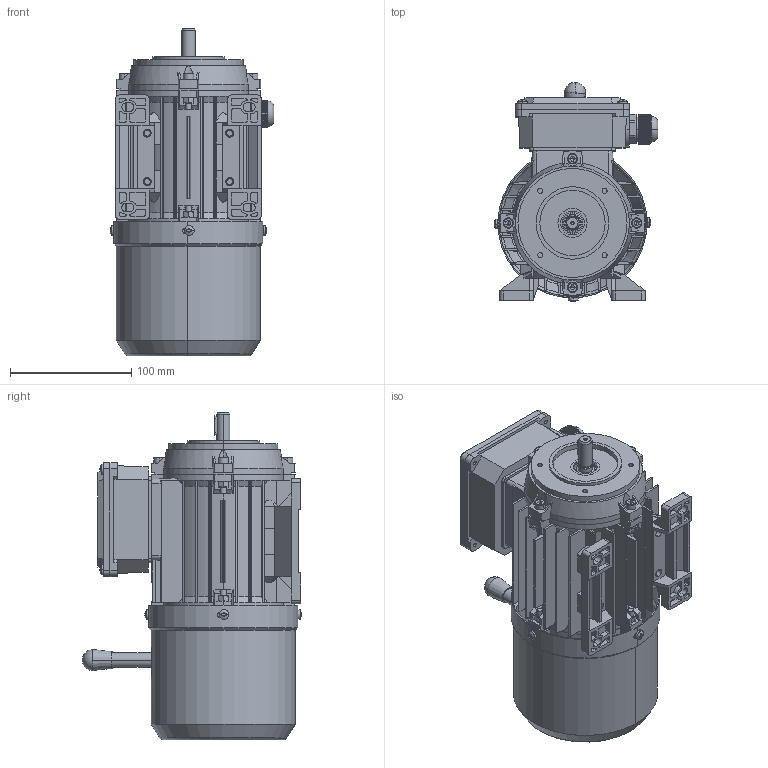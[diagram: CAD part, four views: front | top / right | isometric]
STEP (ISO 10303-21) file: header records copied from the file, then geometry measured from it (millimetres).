
FILE_DESCRIPTION (( 'STEP AP203' ), '1' );
FILE_NAME ('MSB63 B34俋倛芞.STEP', '2012-12-30T05:27:01', ( 'USER' ), ( 'MS' ), 'SwSTEP 2.0', 'SolidWorks 2008', '' );
FILE_SCHEMA (( 'CONFIG_CONTROL_DESIGN' ));
Length unit declared in the file: millimetre
Products named in the file (15): MS63-71 出线螺套_默认; MSB63_默认; MSB63后盖_默认; MS63 B14盖_默认; MS63-71 新接线盒座_默认; MS63-71 新接线盒盖_默认; MS56 陔諉盄碟裔蹟隊_GB_CROSS_SCREWS_TYPE1 M4X8-8  H type-N; MS63 底脚_默认; MS56 风罩螺钉M4×5_GB_CROSS_SCREWS_TYPE1 M4X5-5  H type-N; MS63 油封_默认; MS63 风叶_默认; MS63 端盖螺钉M5×25_GB_FASTENER_SCREWS_HSHCS M5X25-N; MS63 儂褲蹟譫M5_GB_FASTENER_NUT_SNAB1 M5-N; MSB63 B34俋倛芞; MS63 机壳_默认
Assembly tree (34 placements, depth 2):
  MSB63 B34俋倛芞
    MS63 油封_默认
    MS56 风罩螺钉M4×5_GB_CROSS_SCREWS_TYPE1 M4X5-5  H type-N  x4
    MS63 儂褲蹟譫M5_GB_FASTENER_NUT_SNAB1 M5-N  x7
    MS63 端盖螺钉M5×25_GB_FASTENER_SCREWS_HSHCS M5X25-N  x8
    MSB63后盖_默认
    MS56 陔諉盄碟裔蹟隊_GB_CROSS_SCREWS_TYPE1 M4X8-8  H type-N  x4
    MS63 底脚_默认  x2
    MS63 风叶_默认
    MSB63_默认
    MS63-71 新接线盒座_默认
    MS63-71 出线螺套_默认
    MS63 机壳_默认
    MS63-71 新接线盒盖_默认
    MS63 B14盖_默认
Bounding box: 135.16 x 181 x 270.14 mm (x, y, z)
Volume: 570471.4 mm3; surface area: 435976 mm2
Topology: 37 solids, 37 shells, 2638 faces, 7059 edges, 4556 vertices
Faces by surface type: plane 1626, cylinder 662, cone 212, torus 64, bspline 40, sphere 34
Entity records: 71839 total; most frequent: CARTESIAN_POINT 17492, ORIENTED_EDGE 11334, DIRECTION 10256, EDGE_CURVE 5667, VERTEX_POINT 3682, VECTOR 3450, LINE 3450, AXIS2_PLACEMENT_3D 3403
